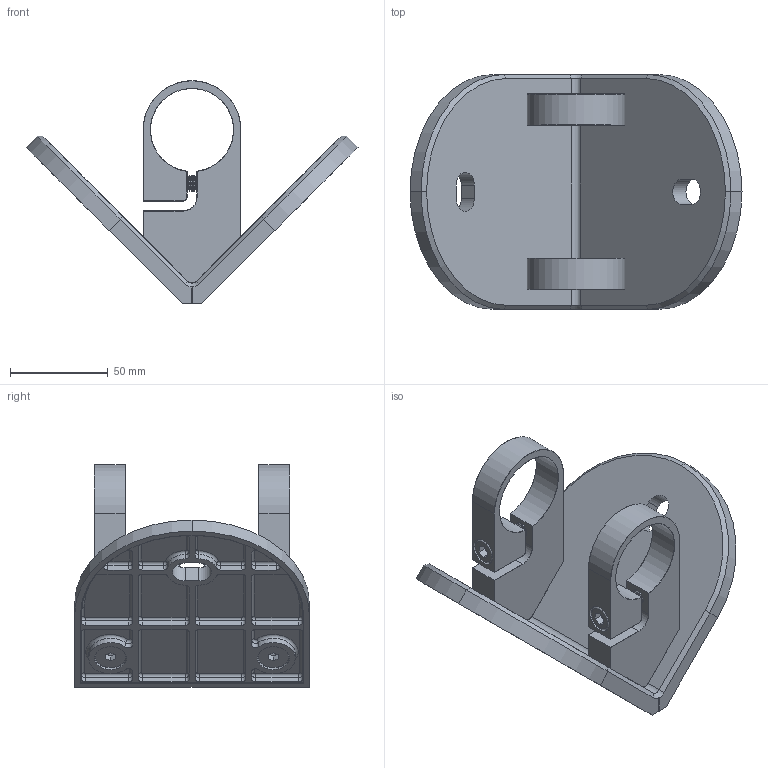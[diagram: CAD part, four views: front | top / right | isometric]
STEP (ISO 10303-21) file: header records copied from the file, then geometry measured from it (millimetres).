
FILE_DESCRIPTION (( 'STEP AP203' ), '1' );
FILE_NAME ('50138-240-IE.step', '2021-11-25T13:46:46', ( '' ), ( '' ), 'SwSTEP 2.0', 'SolidWorks 2018', '' );
FILE_SCHEMA (( 'CONFIG_CONTROL_DESIGN' ));
Length unit declared in the file: millimetre
Products named in the file (15): socket head cap screw_din; socket countersunk head screw_din_DIN 7991 - M8 x 20 --- 20S; 50138-240-IE Teil1; socket countersunk head screw_din; socket countersunk head screw_din_DIN 7991 - M8 x 20 --- 11.8S; socket head cap screw_din_DIN 912 M8 x 30 --- 30S; 50138-240-IE Teil2; 50138-240-IE Teil2_50138-240-IE Teil2; 50138-240-IE
Assembly tree (9 placements, depth 2):
  socket head cap screw_din
  50138-240-IE Teil1
  socket head cap screw_din
  socket countersunk head screw_din
  50138-240-IE Teil2
Bounding box: 169.71 x 120 x 113.88 mm (x, y, z)
Volume: 241709.3 mm3; surface area: 101358.9 mm2
Topology: 9 solids, 9 shells, 1007 faces, 2284 edges, 1321 vertices
Faces by surface type: cylinder 394, plane 255, cone 198, torus 160
Full cylindrical faces by diameter (mm): 6.8 x6, 8 x89, 8.4 x2, 9 x4, 13 x2, 14 x2, 15.57 x4, 16.5 x4
Entity records: 22217 total; most frequent: DIRECTION 4020, CARTESIAN_POINT 3535, ORIENTED_EDGE 3194, AXIS2_PLACEMENT_3D 1658, EDGE_CURVE 1597, VERTEX_POINT 1027, EDGE_LOOP 976, CIRCLE 875
